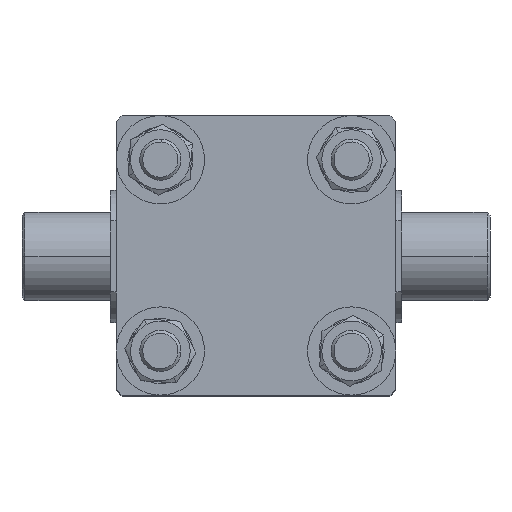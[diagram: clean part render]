
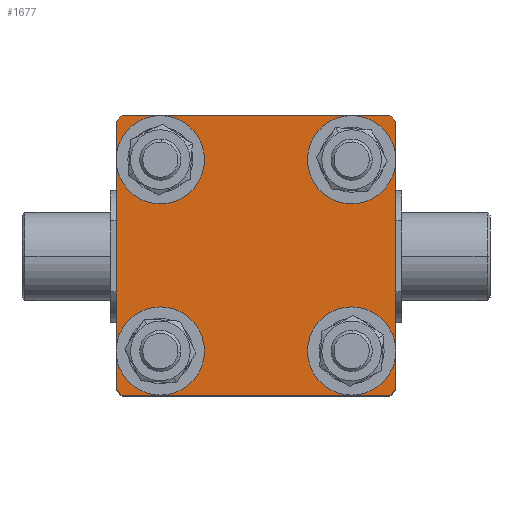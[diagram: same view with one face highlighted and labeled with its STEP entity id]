
A CAD part, top view. The second image highlights one B-rep face of the part: STEP entity #1677.
In plain terms, the highlighted planar face has unit normal (0, 0, 1).
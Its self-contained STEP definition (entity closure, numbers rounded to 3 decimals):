
#581 = CARTESIAN_POINT ( 'NONE',  ( -47.5, -47.5, 30. ) ) ;
#585 = DIRECTION ( 'NONE',  ( 1., 0., 0. ) ) ;
#586 = CARTESIAN_POINT ( 'NONE',  ( 45.5, 47.5, 30. ) ) ;
#590 = CARTESIAN_POINT ( 'NONE',  ( 32.5, 32.5, 30. ) ) ;
#595 = DIRECTION ( 'NONE',  ( 0., 0., 1. ) ) ;
#596 = DIRECTION ( 'NONE',  ( 1., 0., 0. ) ) ;
#597 = DIRECTION ( 'NONE',  ( -0.707, 0.707, 0. ) ) ;
#619 = CARTESIAN_POINT ( 'NONE',  ( 47.5, -47.5, 30. ) ) ;
#623 = DIRECTION ( 'NONE',  ( 0., 1., 0. ) ) ;
#646 = DIRECTION ( 'NONE',  ( 0., 0., 1. ) ) ;
#649 = DIRECTION ( 'NONE',  ( 0.707, -0.707, 0. ) ) ;
#653 = CARTESIAN_POINT ( 'NONE',  ( -32.5, 32.5, 30. ) ) ;
#654 = CARTESIAN_POINT ( 'NONE',  ( -45.5, -47.5, 30. ) ) ;
#663 = DIRECTION ( 'NONE',  ( 1., 0., 0. ) ) ;
#833 = VERTEX_POINT ( 'NONE', #2672 ) ;
#852 = VERTEX_POINT ( 'NONE', #2750 ) ;
#857 = VERTEX_POINT ( 'NONE', #2763 ) ;
#873 = VERTEX_POINT ( 'NONE', #2825 ) ;
#881 = VERTEX_POINT ( 'NONE', #3020 ) ;
#922 = VERTEX_POINT ( 'NONE', #1529 ) ;
#945 = VERTEX_POINT ( 'NONE', #1555 ) ;
#946 = VERTEX_POINT ( 'NONE', #1572 ) ;
#990 = VERTEX_POINT ( 'NONE', #1564 ) ;
#993 = VERTEX_POINT ( 'NONE', #1523 ) ;
#998 = VERTEX_POINT ( 'NONE', #1535 ) ;
#1016 = VERTEX_POINT ( 'NONE', #1491 ) ;
#1281 = CARTESIAN_POINT ( 'NONE',  ( -32.5, -32.5, 30. ) ) ;
#1282 = DIRECTION ( 'NONE',  ( 1., 0., 0. ) ) ;
#1285 = DIRECTION ( 'NONE',  ( 0., 0., 1. ) ) ;
#1354 = CARTESIAN_POINT ( 'NONE',  ( -47.5, -47.5, 30. ) ) ;
#1355 = DIRECTION ( 'NONE',  ( 0., -1., 0. ) ) ;
#1386 = AXIS2_PLACEMENT_3D ( 'NONE', #2852, #2844, #2874 ) ;
#1388 = AXIS2_PLACEMENT_3D ( 'NONE', #2799, #2882, #2885 ) ;
#1390 = AXIS2_PLACEMENT_3D ( 'NONE', #2919, #2918, #2913 ) ;
#1395 = AXIS2_PLACEMENT_3D ( 'NONE', #2966, #2960, #3010 ) ;
#1396 = AXIS2_PLACEMENT_3D ( 'NONE', #2975, #2972, #2935 ) ;
#1413 = AXIS2_PLACEMENT_3D ( 'NONE', #653, #646, #663 ) ;
#1421 = AXIS2_PLACEMENT_3D ( 'NONE', #590, #595, #596 ) ;
#1440 = AXIS2_PLACEMENT_3D ( 'NONE', #1281, #1285, #1282 ) ;
#1491 = CARTESIAN_POINT ( 'NONE',  ( -45.5, 47.5, 30. ) ) ;
#1523 = CARTESIAN_POINT ( 'NONE',  ( 40., -32.5, 30. ) ) ;
#1529 = CARTESIAN_POINT ( 'NONE',  ( 47.5, 45.5, 30. ) ) ;
#1535 = CARTESIAN_POINT ( 'NONE',  ( 25., 32.5, 30. ) ) ;
#1555 = CARTESIAN_POINT ( 'NONE',  ( -25., -32.5, 30. ) ) ;
#1564 = CARTESIAN_POINT ( 'NONE',  ( -40., -32.5, 30. ) ) ;
#1572 = CARTESIAN_POINT ( 'NONE',  ( 45.5, 47.5, 30. ) ) ;
#1677 = ADVANCED_FACE ( 'NONE', ( #2117, #2130, #2082, #2114, #2111 ), #4116, .F. ) ;
#2082 = FACE_BOUND ( 'NONE', #7415, .T. ) ;
#2111 = FACE_OUTER_BOUND ( 'NONE', #7420, .T. ) ;
#2114 = FACE_BOUND ( 'NONE', #7421, .T. ) ;
#2117 = FACE_BOUND ( 'NONE', #7431, .T. ) ;
#2130 = FACE_BOUND ( 'NONE', #7428, .T. ) ;
#2569 = ORIENTED_EDGE ( 'NONE', *, *, #4784, .F. ) ;
#2577 = ORIENTED_EDGE ( 'NONE', *, *, #4797, .F. ) ;
#2604 = ORIENTED_EDGE ( 'NONE', *, *, #4541, .F. ) ;
#2672 = CARTESIAN_POINT ( 'NONE',  ( -40., 32.5, 30. ) ) ;
#2750 = CARTESIAN_POINT ( 'NONE',  ( 45.5, -47.5, 30. ) ) ;
#2763 = CARTESIAN_POINT ( 'NONE',  ( -45.5, -47.5, 30. ) ) ;
#2799 = CARTESIAN_POINT ( 'NONE',  ( 32.5, -32.5, 30. ) ) ;
#2825 = CARTESIAN_POINT ( 'NONE',  ( 40., 32.5, 30. ) ) ;
#2844 = DIRECTION ( 'NONE',  ( 0., 0., 1. ) ) ;
#2852 = CARTESIAN_POINT ( 'NONE',  ( -32.5, 32.5, 30. ) ) ;
#2874 = DIRECTION ( 'NONE',  ( 1., 0., 0. ) ) ;
#2882 = DIRECTION ( 'NONE',  ( 0., 0., 1. ) ) ;
#2885 = DIRECTION ( 'NONE',  ( 1., 0., 0. ) ) ;
#2913 = DIRECTION ( 'NONE',  ( 1., 0., 0. ) ) ;
#2918 = DIRECTION ( 'NONE',  ( 0., 0., 1. ) ) ;
#2919 = CARTESIAN_POINT ( 'NONE',  ( 32.5, 32.5, 30. ) ) ;
#2935 = DIRECTION ( 'NONE',  ( 1., 0., 0. ) ) ;
#2960 = DIRECTION ( 'NONE',  ( 0., 0., 1. ) ) ;
#2966 = CARTESIAN_POINT ( 'NONE',  ( 32.5, -32.5, 30. ) ) ;
#2972 = DIRECTION ( 'NONE',  ( 0., 0., 1. ) ) ;
#2975 = CARTESIAN_POINT ( 'NONE',  ( -32.5, -32.5, 30. ) ) ;
#2980 = DIRECTION ( 'NONE',  ( 0.707, 0.707, 0. ) ) ;
#2981 = CARTESIAN_POINT ( 'NONE',  ( 47.5, -45.5, 30. ) ) ;
#3010 = DIRECTION ( 'NONE',  ( 1., 0., 0. ) ) ;
#3020 = CARTESIAN_POINT ( 'NONE',  ( 47.5, -45.5, 30. ) ) ;
#4108 = DIRECTION ( 'NONE',  ( 0., 0., -1. ) ) ;
#4113 = CARTESIAN_POINT ( 'NONE',  ( 0., 0., 30. ) ) ;
#4116 = PLANE ( 'NONE',  #4657 ) ;
#4120 = DIRECTION ( 'NONE',  ( -1., 0., 0. ) ) ;
#4464 = CARTESIAN_POINT ( 'NONE',  ( -47.5, 47.5, 30. ) ) ;
#4489 = DIRECTION ( 'NONE',  ( -1., 0., 0. ) ) ;
#4533 = EDGE_CURVE ( 'NONE', #946, #1016, #6040, .T. ) ;
#4541 = EDGE_CURVE ( 'NONE', #990, #945, #6048, .T. ) ;
#4574 = EDGE_CURVE ( 'NONE', #881, #922, #6067, .T. ) ;
#4598 = EDGE_CURVE ( 'NONE', #857, #852, #6089, .T. ) ;
#4601 = EDGE_CURVE ( 'NONE', #922, #946, #6094, .T. ) ;
#4615 = EDGE_CURVE ( 'NONE', #873, #998, #6100, .T. ) ;
#4624 = EDGE_CURVE ( 'NONE', #1016, #7053, #6101, .T. ) ;
#4657 = AXIS2_PLACEMENT_3D ( 'NONE', #4113, #4108, #4120 ) ;
#4668 = EDGE_CURVE ( 'NONE', #833, #7105, #6119, .T. ) ;
#4681 = EDGE_CURVE ( 'NONE', #7237, #857, #6120, .T. ) ;
#4724 = EDGE_CURVE ( 'NONE', #7053, #7237, #6135, .T. ) ;
#4784 = EDGE_CURVE ( 'NONE', #945, #990, #6166, .T. ) ;
#4785 = EDGE_CURVE ( 'NONE', #993, #7250, #6168, .T. ) ;
#4786 = EDGE_CURVE ( 'NONE', #852, #881, #6169, .T. ) ;
#4797 = EDGE_CURVE ( 'NONE', #998, #873, #6175, .T. ) ;
#4802 = EDGE_CURVE ( 'NONE', #7250, #993, #6178, .T. ) ;
#4809 = EDGE_CURVE ( 'NONE', #7105, #833, #6182, .T. ) ;
#5278 = CARTESIAN_POINT ( 'NONE',  ( -47.5, 45.5, 30. ) ) ;
#5293 = DIRECTION ( 'NONE',  ( -0.707, -0.707, 0. ) ) ;
#6040 = LINE ( 'NONE', #4464, #6044 ) ;
#6044 = VECTOR ( 'NONE', #4489, 1000. ) ;
#6048 = CIRCLE ( 'NONE', #1440, 7.5 ) ;
#6067 = LINE ( 'NONE', #619, #6071 ) ;
#6071 = VECTOR ( 'NONE', #623, 1000. ) ;
#6089 = LINE ( 'NONE', #581, #6095 ) ;
#6094 = LINE ( 'NONE', #586, #6097 ) ;
#6095 = VECTOR ( 'NONE', #585, 1000. ) ;
#6097 = VECTOR ( 'NONE', #597, 1000. ) ;
#6100 = CIRCLE ( 'NONE', #1421, 7.5 ) ;
#6101 = LINE ( 'NONE', #5278, #6105 ) ;
#6105 = VECTOR ( 'NONE', #5293, 1000. ) ;
#6119 = CIRCLE ( 'NONE', #1413, 7.5 ) ;
#6120 = LINE ( 'NONE', #654, #6123 ) ;
#6123 = VECTOR ( 'NONE', #649, 1000. ) ;
#6135 = LINE ( 'NONE', #1354, #6141 ) ;
#6141 = VECTOR ( 'NONE', #1355, 1000. ) ;
#6166 = CIRCLE ( 'NONE', #1396, 7.5 ) ;
#6168 = CIRCLE ( 'NONE', #1395, 7.5 ) ;
#6169 = LINE ( 'NONE', #2981, #6171 ) ;
#6171 = VECTOR ( 'NONE', #2980, 1000. ) ;
#6175 = CIRCLE ( 'NONE', #1390, 7.5 ) ;
#6178 = CIRCLE ( 'NONE', #1388, 7.5 ) ;
#6182 = CIRCLE ( 'NONE', #1386, 7.5 ) ;
#6725 = CARTESIAN_POINT ( 'NONE',  ( -47.5, 45.5, 30. ) ) ;
#6748 = CARTESIAN_POINT ( 'NONE',  ( -25., 32.5, 30. ) ) ;
#6786 = CARTESIAN_POINT ( 'NONE',  ( -47.5, -45.5, 30. ) ) ;
#6794 = CARTESIAN_POINT ( 'NONE',  ( 25., -32.5, 30. ) ) ;
#7053 = VERTEX_POINT ( 'NONE', #6725 ) ;
#7093 = ORIENTED_EDGE ( 'NONE', *, *, #4681, .T. ) ;
#7105 = VERTEX_POINT ( 'NONE', #6748 ) ;
#7141 = ORIENTED_EDGE ( 'NONE', *, *, #4809, .F. ) ;
#7156 = ORIENTED_EDGE ( 'NONE', *, *, #4668, .F. ) ;
#7167 = ORIENTED_EDGE ( 'NONE', *, *, #4574, .T. ) ;
#7197 = ORIENTED_EDGE ( 'NONE', *, *, #4533, .T. ) ;
#7202 = ORIENTED_EDGE ( 'NONE', *, *, #4802, .F. ) ;
#7214 = ORIENTED_EDGE ( 'NONE', *, *, #4785, .F. ) ;
#7215 = ORIENTED_EDGE ( 'NONE', *, *, #4598, .T. ) ;
#7220 = ORIENTED_EDGE ( 'NONE', *, *, #4624, .T. ) ;
#7237 = VERTEX_POINT ( 'NONE', #6786 ) ;
#7243 = ORIENTED_EDGE ( 'NONE', *, *, #4786, .T. ) ;
#7250 = VERTEX_POINT ( 'NONE', #6794 ) ;
#7257 = ORIENTED_EDGE ( 'NONE', *, *, #4615, .F. ) ;
#7262 = ORIENTED_EDGE ( 'NONE', *, *, #4724, .T. ) ;
#7289 = ORIENTED_EDGE ( 'NONE', *, *, #4601, .T. ) ;
#7415 = EDGE_LOOP ( 'NONE', ( #2569, #2604 ) ) ;
#7420 = EDGE_LOOP ( 'NONE', ( #7215, #7243, #7167, #7289, #7197, #7220, #7262, #7093 ) ) ;
#7421 = EDGE_LOOP ( 'NONE', ( #7214, #7202 ) ) ;
#7428 = EDGE_LOOP ( 'NONE', ( #7141, #7156 ) ) ;
#7431 = EDGE_LOOP ( 'NONE', ( #7257, #2577 ) ) ;
